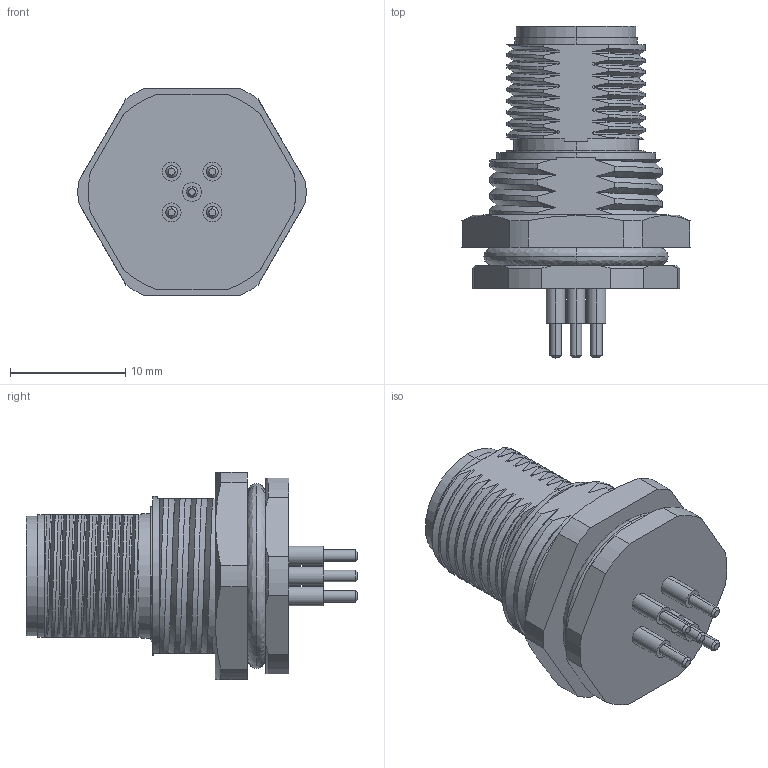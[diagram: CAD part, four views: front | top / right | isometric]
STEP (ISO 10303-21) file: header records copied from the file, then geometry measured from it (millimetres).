
FILE_DESCRIPTION (( 'STEP AP203' ), '1' );
FILE_NAME ('P200.STEP', '2020-03-31T05:59:48', ( 'edpusr' ), ( 'Microsoft' ), 'SwSTEP 2.0', 'SolidWorks 2015', '' );
FILE_SCHEMA (( 'CONFIG_CONTROL_DESIGN' ));
Products named in the file (1): P200
Bounding box: 19.79 x 28.8 x 18 mm (x, y, z)
Volume: 3095.4 mm3; surface area: 2482.7 mm2
Topology: 2 solids, 2 shells, 335 faces, 901 edges, 584 vertices
Faces by surface type: plane 113, bspline 108, cylinder 93, cone 21
Entity records: 33256 total; most frequent: CARTESIAN_POINT 25752, ORIENTED_EDGE 1774, DIRECTION 1249, EDGE_CURVE 887, VERTEX_POINT 584, LINE 431, VECTOR 431, AXIS2_PLACEMENT_3D 409
